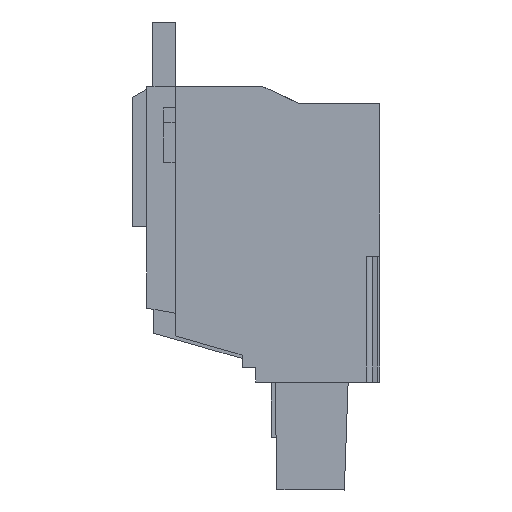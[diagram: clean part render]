
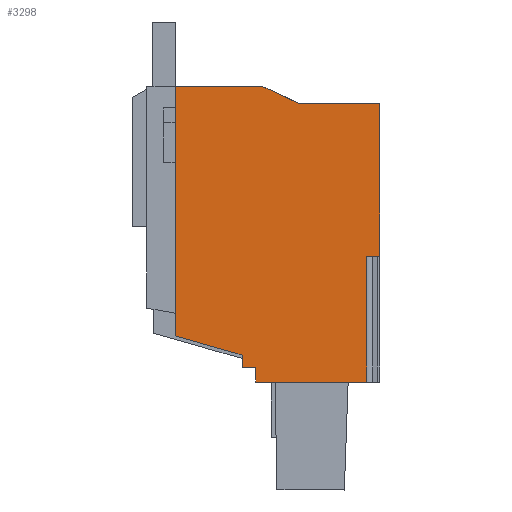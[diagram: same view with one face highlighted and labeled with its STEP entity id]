
A CAD part, left-side view. The second image highlights one B-rep face of the part: STEP entity #3298.
In plain terms, the highlighted planar face has unit normal (-1, 0, 0).
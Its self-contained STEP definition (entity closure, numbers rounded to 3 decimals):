
#3198=AXIS2_PLACEMENT_3D('Plane Axis2P3D',#3195,#3196,#3197) ;
#3195=CARTESIAN_POINT('Axis2P3D Location',(0.,0.,0.)) ;
#3200=CARTESIAN_POINT('Line Origine',(0.,9.17,14.4)) ;
#3204=CARTESIAN_POINT('Vertex',(0.,16.6,14.4)) ;
#3206=CARTESIAN_POINT('Vertex',(0.,1.74,14.4)) ;
#3209=CARTESIAN_POINT('Line Origine',(0.,1.74,22.8)) ;
#3213=CARTESIAN_POINT('Vertex',(0.,1.74,31.2)) ;
#3216=CARTESIAN_POINT('Line Origine',(0.,0.87,31.2)) ;
#3220=CARTESIAN_POINT('Vertex',(0.,0.,31.2)) ;
#3223=CARTESIAN_POINT('Line Origine',(0.,0.,41.4)) ;
#3227=CARTESIAN_POINT('Vertex',(0.,0.,51.6)) ;
#3230=CARTESIAN_POINT('Line Origine',(0.,5.409,51.6)) ;
#3234=CARTESIAN_POINT('Vertex',(0.,10.818,51.6)) ;
#3237=CARTESIAN_POINT('Line Origine',(0.,13.284,52.75)) ;
#3241=CARTESIAN_POINT('Vertex',(0.,15.75,53.9)) ;
#3244=CARTESIAN_POINT('Line Origine',(0.,21.525,53.9)) ;
#3248=CARTESIAN_POINT('Vertex',(0.,27.3,53.9)) ;
#3251=CARTESIAN_POINT('Line Origine',(0.,27.3,37.233)) ;
#3255=CARTESIAN_POINT('Vertex',(0.,27.3,20.567)) ;
#3258=CARTESIAN_POINT('Line Origine',(0.,22.85,19.291)) ;
#3262=CARTESIAN_POINT('Vertex',(0.,18.4,18.015)) ;
#3265=CARTESIAN_POINT('Line Origine',(0.,18.4,17.207)) ;
#3269=CARTESIAN_POINT('Vertex',(0.,18.4,16.4)) ;
#3272=CARTESIAN_POINT('Line Origine',(0.,17.5,16.4)) ;
#3276=CARTESIAN_POINT('Vertex',(0.,16.6,16.4)) ;
#3279=CARTESIAN_POINT('Line Origine',(0.,16.6,15.4)) ;
#3196=DIRECTION('Axis2P3D Direction',(-1.,0.,0.)) ;
#3197=DIRECTION('Axis2P3D XDirection',(0.,0.,1.)) ;
#3201=DIRECTION('Vector Direction',(0.,-1.,0.)) ;
#3210=DIRECTION('Vector Direction',(0.,0.,-1.)) ;
#3217=DIRECTION('Vector Direction',(0.,1.,0.)) ;
#3224=DIRECTION('Vector Direction',(0.,0.,-1.)) ;
#3231=DIRECTION('Vector Direction',(0.,-1.,0.)) ;
#3238=DIRECTION('Vector Direction',(0.,-0.906,-0.423)) ;
#3245=DIRECTION('Vector Direction',(0.,-1.,0.)) ;
#3252=DIRECTION('Vector Direction',(0.,0.,1.)) ;
#3259=DIRECTION('Vector Direction',(0.,-0.961,-0.276)) ;
#3266=DIRECTION('Vector Direction',(0.,0.,1.)) ;
#3273=DIRECTION('Vector Direction',(0.,-1.,0.)) ;
#3280=DIRECTION('Vector Direction',(0.,0.,1.)) ;
#3202=VECTOR('Line Direction',#3201,1.) ;
#3211=VECTOR('Line Direction',#3210,1.) ;
#3218=VECTOR('Line Direction',#3217,1.) ;
#3225=VECTOR('Line Direction',#3224,1.) ;
#3232=VECTOR('Line Direction',#3231,1.) ;
#3239=VECTOR('Line Direction',#3238,1.) ;
#3246=VECTOR('Line Direction',#3245,1.) ;
#3253=VECTOR('Line Direction',#3252,1.) ;
#3260=VECTOR('Line Direction',#3259,1.) ;
#3267=VECTOR('Line Direction',#3266,1.) ;
#3274=VECTOR('Line Direction',#3273,1.) ;
#3281=VECTOR('Line Direction',#3280,1.) ;
#3285=ORIENTED_EDGE('',*,*,#3208,.T.) ;
#3286=ORIENTED_EDGE('',*,*,#3215,.F.) ;
#3287=ORIENTED_EDGE('',*,*,#3222,.F.) ;
#3288=ORIENTED_EDGE('',*,*,#3229,.T.) ;
#3289=ORIENTED_EDGE('',*,*,#3236,.T.) ;
#3290=ORIENTED_EDGE('',*,*,#3243,.T.) ;
#3291=ORIENTED_EDGE('',*,*,#3250,.T.) ;
#3292=ORIENTED_EDGE('',*,*,#3257,.T.) ;
#3293=ORIENTED_EDGE('',*,*,#3264,.T.) ;
#3294=ORIENTED_EDGE('',*,*,#3271,.T.) ;
#3295=ORIENTED_EDGE('',*,*,#3278,.T.) ;
#3296=ORIENTED_EDGE('',*,*,#3283,.T.) ;
#3298=ADVANCED_FACE('HOUSING',(#3297),#3199,.T.) ;
#3208=EDGE_CURVE('',#3205,#3207,#3203,.T.) ;
#3215=EDGE_CURVE('',#3214,#3207,#3212,.T.) ;
#3222=EDGE_CURVE('',#3221,#3214,#3219,.T.) ;
#3229=EDGE_CURVE('',#3221,#3228,#3226,.F.) ;
#3236=EDGE_CURVE('',#3228,#3235,#3233,.F.) ;
#3243=EDGE_CURVE('',#3235,#3242,#3240,.F.) ;
#3250=EDGE_CURVE('',#3242,#3249,#3247,.F.) ;
#3257=EDGE_CURVE('',#3249,#3256,#3254,.F.) ;
#3264=EDGE_CURVE('',#3256,#3263,#3261,.T.) ;
#3271=EDGE_CURVE('',#3263,#3270,#3268,.F.) ;
#3278=EDGE_CURVE('',#3270,#3277,#3275,.T.) ;
#3283=EDGE_CURVE('',#3277,#3205,#3282,.F.) ;
#3284=EDGE_LOOP('',(#3285,#3286,#3287,#3288,#3289,#3290,#3291,#3292,#3293,#3294,#3295,#3296)) ;
#3297=FACE_OUTER_BOUND('',#3284,.T.) ;
#3203=LINE('Line',#3200,#3202) ;
#3212=LINE('Line',#3209,#3211) ;
#3219=LINE('Line',#3216,#3218) ;
#3226=LINE('Line',#3223,#3225) ;
#3233=LINE('Line',#3230,#3232) ;
#3240=LINE('Line',#3237,#3239) ;
#3247=LINE('Line',#3244,#3246) ;
#3254=LINE('Line',#3251,#3253) ;
#3261=LINE('Line',#3258,#3260) ;
#3268=LINE('Line',#3265,#3267) ;
#3275=LINE('Line',#3272,#3274) ;
#3282=LINE('Line',#3279,#3281) ;
#3199=PLANE('',#3198) ;
#3205=VERTEX_POINT('',#3204) ;
#3207=VERTEX_POINT('',#3206) ;
#3214=VERTEX_POINT('',#3213) ;
#3221=VERTEX_POINT('',#3220) ;
#3228=VERTEX_POINT('',#3227) ;
#3235=VERTEX_POINT('',#3234) ;
#3242=VERTEX_POINT('',#3241) ;
#3249=VERTEX_POINT('',#3248) ;
#3256=VERTEX_POINT('',#3255) ;
#3263=VERTEX_POINT('',#3262) ;
#3270=VERTEX_POINT('',#3269) ;
#3277=VERTEX_POINT('',#3276) ;
